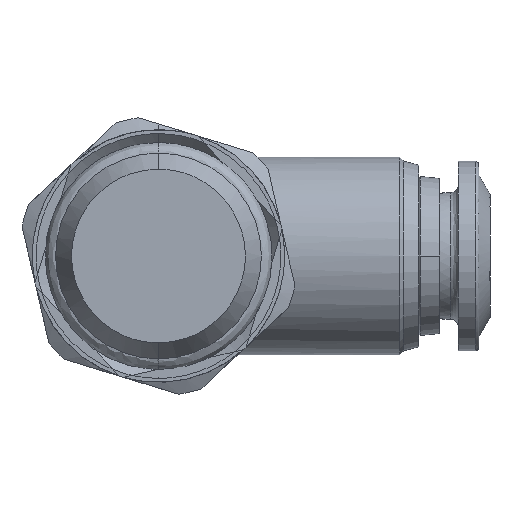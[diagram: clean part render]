
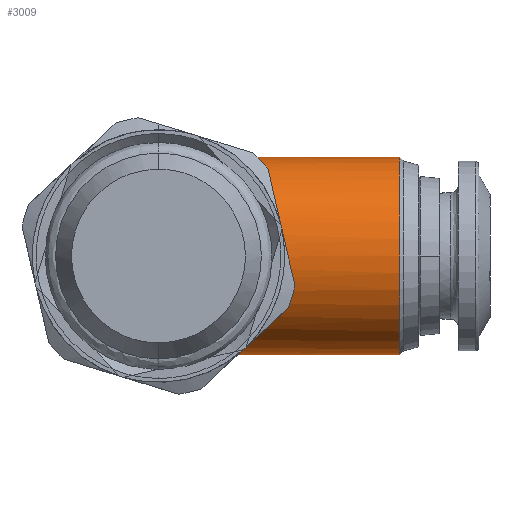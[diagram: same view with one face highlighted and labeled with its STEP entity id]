
A CAD part, front view. The second image highlights one B-rep face of the part: STEP entity #3009.
In plain terms, the highlighted cylindrical face has radius 6.269 mm (diameter 12.537 mm), a partial arc.
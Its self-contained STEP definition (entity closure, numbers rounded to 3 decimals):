
#91 = EDGE_CURVE ( 'NONE', #3867, #3885, #793, .T. ) ;
#102 = EDGE_CURVE ( 'NONE', #3866, #3984, #6535, .T. ) ;
#107 = EDGE_CURVE ( 'NONE', #4029, #4024, #6533, .T. ) ;
#374 = AXIS2_PLACEMENT_3D ( 'NONE', #4370, #4369, #4368 ) ;
#381 = EDGE_CURVE ( 'NONE', #3867, #4029, #818, .T. ) ;
#382 = EDGE_CURVE ( 'NONE', #3885, #3866, #740, .T. ) ;
#449 = EDGE_CURVE ( 'NONE', #3984, #4024, #6506, .T. ) ;
#740 = LINE ( 'NONE', #4228, #788 ) ;
#741 = VECTOR ( 'NONE', #4262, 1000. ) ;
#788 = VECTOR ( 'NONE', #4226, 1000. ) ;
#793 = CIRCLE ( 'NONE', #374, 6.269 ) ;
#818 = LINE ( 'NONE', #4237, #741 ) ;
#1272 = CARTESIAN_POINT ( 'NONE',  ( 15.301, 0.018, -6.269 ) ) ;
#1291 = CARTESIAN_POINT ( 'NONE',  ( 15.301, 0.018, 6.269 ) ) ;
#1292 = CARTESIAN_POINT ( 'NONE',  ( 2.821, 0.018, -6.269 ) ) ;
#1362 = DIRECTION ( 'NONE',  ( -1., 0., 0. ) ) ;
#1363 = CARTESIAN_POINT ( 'NONE',  ( 15.301, 0.018, 0. ) ) ;
#1406 = DIRECTION ( 'NONE',  ( 0., 0., 1. ) ) ;
#1794 = CARTESIAN_POINT ( 'NONE',  ( 2.222, -2.217, 5.857 ) ) ;
#1795 = CARTESIAN_POINT ( 'NONE',  ( 8.61, -8.605, 3.419 ) ) ;
#1797 = CARTESIAN_POINT ( 'NONE',  ( 2.222, -2.217, -5.857 ) ) ;
#1944 = CARTESIAN_POINT ( 'NONE',  ( 8.61, -8.605, -3.419 ) ) ;
#2452 = AXIS2_PLACEMENT_3D ( 'NONE', #1363, #1362, #1406 ) ;
#2687 = CARTESIAN_POINT ( 'NONE',  ( 2.222, -2.217, -5.857 ) ) ;
#2761 = CARTESIAN_POINT ( 'NONE',  ( 2.821, 0.018, 6.269 ) ) ;
#2766 = CARTESIAN_POINT ( 'NONE',  ( 2.222, -2.217, 5.857 ) ) ;
#3009 = ADVANCED_FACE ( 'NONE', ( #3027 ), #3024, .T. ) ;
#3024 = CYLINDRICAL_SURFACE ( 'NONE', #2452, 6.269 ) ;
#3027 = FACE_OUTER_BOUND ( 'NONE', #4107, .T. ) ;
#3866 = VERTEX_POINT ( 'NONE', #1292 ) ;
#3867 = VERTEX_POINT ( 'NONE', #1291 ) ;
#3885 = VERTEX_POINT ( 'NONE', #1272 ) ;
#3984 = VERTEX_POINT ( 'NONE', #2687 ) ;
#4024 = VERTEX_POINT ( 'NONE', #2766 ) ;
#4029 = VERTEX_POINT ( 'NONE', #2761 ) ;
#4075 = ORIENTED_EDGE ( 'NONE', *, *, #382, .F. ) ;
#4076 = ORIENTED_EDGE ( 'NONE', *, *, #91, .F. ) ;
#4077 = ORIENTED_EDGE ( 'NONE', *, *, #381, .T. ) ;
#4078 = ORIENTED_EDGE ( 'NONE', *, *, #107, .T. ) ;
#4079 = ORIENTED_EDGE ( 'NONE', *, *, #449, .F. ) ;
#4080 = ORIENTED_EDGE ( 'NONE', *, *, #102, .F. ) ;
#4107 = EDGE_LOOP ( 'NONE', ( #4075, #4076, #4077, #4078, #4079, #4080 ) ) ;
#4226 = DIRECTION ( 'NONE',  ( -1., 0., 0. ) ) ;
#4228 = CARTESIAN_POINT ( 'NONE',  ( 15.301, 0.018, -6.269 ) ) ;
#4237 = CARTESIAN_POINT ( 'NONE',  ( 15.301, 0.018, 6.269 ) ) ;
#4262 = DIRECTION ( 'NONE',  ( -1., 0., 0. ) ) ;
#4302 = CARTESIAN_POINT ( 'NONE',  ( 2.222, -2.217, 5.857 ) ) ;
#4303 = CARTESIAN_POINT ( 'NONE',  ( 2.821, 0.018, 6.269 ) ) ;
#4304 = CARTESIAN_POINT ( 'NONE',  ( 2.615, -0.75, 6.269 ) ) ;
#4317 = CARTESIAN_POINT ( 'NONE',  ( 2.415, -1.495, 6.132 ) ) ;
#4318 = CARTESIAN_POINT ( 'NONE',  ( 2.222, -2.217, -5.857 ) ) ;
#4319 = CARTESIAN_POINT ( 'NONE',  ( 2.821, 0.018, -6.269 ) ) ;
#4323 = CARTESIAN_POINT ( 'NONE',  ( 2.615, -0.75, -6.269 ) ) ;
#4326 = CARTESIAN_POINT ( 'NONE',  ( 2.415, -1.495, -6.132 ) ) ;
#4368 = DIRECTION ( 'NONE',  ( 0., 0., 1. ) ) ;
#4369 = DIRECTION ( 'NONE',  ( 1., 0., 0. ) ) ;
#4370 = CARTESIAN_POINT ( 'NONE',  ( 15.301, 0.018, 0. ) ) ;
#6506 =( BOUNDED_CURVE ( )  B_SPLINE_CURVE ( 3, ( #1797, #1944, #1795, #1794 ),
 .UNSPECIFIED., .F., .F. ) 
 B_SPLINE_CURVE_WITH_KNOTS ( ( 4, 4 ),
 ( 1.935, 4.348 ),
 .UNSPECIFIED. ) 
 CURVE ( )  GEOMETRIC_REPRESENTATION_ITEM ( )  RATIONAL_B_SPLINE_CURVE ( ( 1., 0.571, 0.571, 1. ) ) 
 REPRESENTATION_ITEM ( '' )  );
#6533 = B_SPLINE_CURVE_WITH_KNOTS ( 'NONE', 3,
 ( #4303, #4304, #4317, #4302 ),
 .UNSPECIFIED., .F., .F.,
 ( 4, 4 ),
 ( 0.008, 0.01 ),
 .UNSPECIFIED. ) ;
#6535 = B_SPLINE_CURVE_WITH_KNOTS ( 'NONE', 3,
 ( #4319, #4323, #4326, #4318 ),
 .UNSPECIFIED., .F., .F.,
 ( 4, 4 ),
 ( 0.003, 0.005 ),
 .UNSPECIFIED. ) ;
